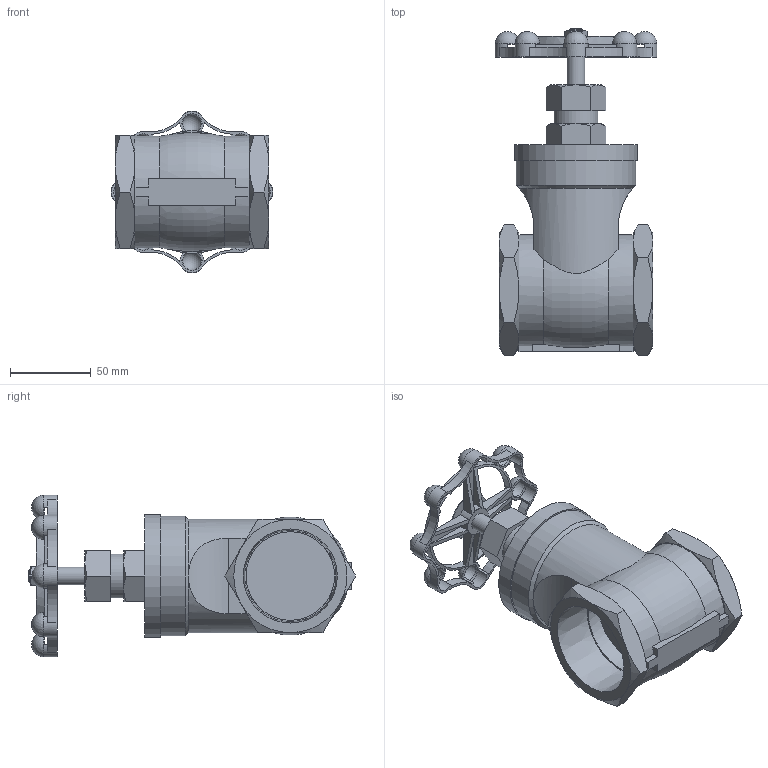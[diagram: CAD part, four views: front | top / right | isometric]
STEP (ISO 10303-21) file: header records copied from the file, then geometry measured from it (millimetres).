
FILE_DESCRIPTION(/* description */ ('Unknown'),/* implementation_level */ '2;1');
FILE_NAME(/* name */ 'GT-200-DN50',/* time_stamp */ '2021-03-09T17:04:50+08:00',/* author */ ('Unknown'),/* organization */ ('Unknown'),/* preprocessor_version */ 'ST-DEVELOPER v16.7',/* originating_system */ 'DEX',/* authorisation */ $);
FILE_SCHEMA (('AUTOMOTIVE_DESIGN {1 0 10303 214 3 1 1}'));
Length unit declared in the file: millimetre
Products named in the file (1): GT-200-DN50
Bounding box: 100 x 202.41 x 100 mm (x, y, z)
Volume: 473440.5 mm3; surface area: 83228 mm2
Topology: 1 solids, 1 shells, 287 faces, 800 edges, 506 vertices
Faces by surface type: plane 136, cylinder 59, cone 51, bspline 23, sphere 16, torus 2
Full cylindrical faces by diameter (mm): 8 x1, 11 x1, 11.741 x8, 18 x1, 27 x1, 30 x1, 54.8 x2, 69 x1, 72 x1, 74 x1, 76 x1
Entity records: 10337 total; most frequent: CARTESIAN_POINT 3452, ORIENTED_EDGE 1468, DIRECTION 1349, EDGE_CURVE 734, AXIS2_PLACEMENT_3D 524, VERTEX_POINT 481, EDGE_LOOP 343, FACE_BOUND 343
